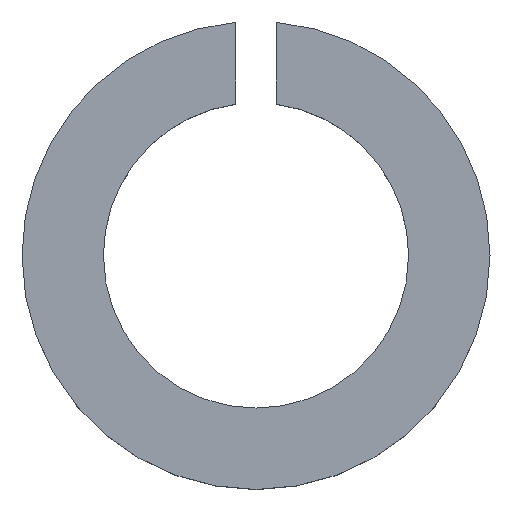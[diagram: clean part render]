
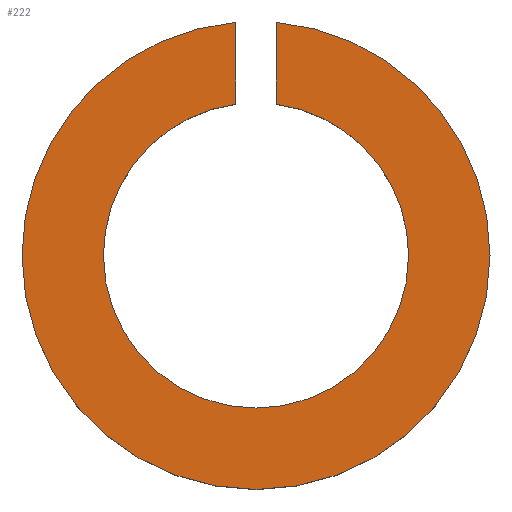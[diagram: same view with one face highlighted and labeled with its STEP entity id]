
A CAD part, top view. The second image highlights one B-rep face of the part: STEP entity #222.
In plain terms, the highlighted planar face has unit normal (0, 0, 1).
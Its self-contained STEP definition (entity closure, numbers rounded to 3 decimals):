
#3 = AXIS2_PLACEMENT_3D ( 'NONE', #115, #300, #140 ) ;
#12 = CARTESIAN_POINT ( 'NONE',  ( 0., 0., 1.1 ) ) ;
#18 = CARTESIAN_POINT ( 'NONE',  ( 0., 0., 1.1 ) ) ;
#20 = AXIS2_PLACEMENT_3D ( 'NONE', #90, #301, #141 ) ;
#22 = VERTEX_POINT ( 'NONE', #184 ) ;
#35 = DIRECTION ( 'NONE',  ( 1., 0., 0. ) ) ;
#39 = EDGE_CURVE ( 'NONE', #303, #121, #118, .T. ) ;
#41 = DIRECTION ( 'NONE',  ( 1., 0., 0. ) ) ;
#52 = VECTOR ( 'NONE', #278, 1000. ) ;
#57 = VECTOR ( 'NONE', #338, 1000. ) ;
#63 = CIRCLE ( 'NONE', #204, 3.144 ) ;
#71 = CARTESIAN_POINT ( 'NONE',  ( 0.275, 3.131, 1.1 ) ) ;
#76 = AXIS2_PLACEMENT_3D ( 'NONE', #18, #198, #41 ) ;
#86 = DIRECTION ( 'NONE',  ( 0., 0., 1. ) ) ;
#90 = CARTESIAN_POINT ( 'NONE',  ( 0., 0., 1.1 ) ) ;
#99 = CIRCLE ( 'NONE', #207, 2.05 ) ;
#101 = ORIENTED_EDGE ( 'NONE', *, *, #109, .T. ) ;
#102 = CARTESIAN_POINT ( 'NONE',  ( 0.275, 2.031, 1.1 ) ) ;
#103 = EDGE_LOOP ( 'NONE', ( #294, #177, #101, #104, #186, #310, #291, #281 ) ) ;
#104 = ORIENTED_EDGE ( 'NONE', *, *, #39, .T. ) ;
#109 = EDGE_CURVE ( 'NONE', #22, #303, #63, .T. ) ;
#115 = CARTESIAN_POINT ( 'NONE',  ( 0., 0., 1.1 ) ) ;
#117 = CARTESIAN_POINT ( 'NONE',  ( -2.05, 0., 1.1 ) ) ;
#118 = LINE ( 'NONE', #71, #52 ) ;
#119 = CARTESIAN_POINT ( 'NONE',  ( 0.275, 3.131, 1.1 ) ) ;
#120 = CARTESIAN_POINT ( 'NONE',  ( 0., 0., 1.1 ) ) ;
#121 = VERTEX_POINT ( 'NONE', #102 ) ;
#123 = CARTESIAN_POINT ( 'NONE',  ( 0., 0., 1.1 ) ) ;
#128 = LINE ( 'NONE', #164, #57 ) ;
#138 = CARTESIAN_POINT ( 'NONE',  ( 2.05, 0., 1.1 ) ) ;
#140 = DIRECTION ( 'NONE',  ( 1., 0., 0. ) ) ;
#141 = DIRECTION ( 'NONE',  ( 1., 0., 0. ) ) ;
#142 = DIRECTION ( 'NONE',  ( 1., 0., 0. ) ) ;
#144 = DIRECTION ( 'NONE',  ( 1., 0., 0. ) ) ;
#161 = VERTEX_POINT ( 'NONE', #138 ) ;
#164 = CARTESIAN_POINT ( 'NONE',  ( -0.275, 3.131, 1.1 ) ) ;
#173 = VERTEX_POINT ( 'NONE', #330 ) ;
#175 = CIRCLE ( 'NONE', #317, 2.05 ) ;
#177 = ORIENTED_EDGE ( 'NONE', *, *, #211, .T. ) ;
#184 = CARTESIAN_POINT ( 'NONE',  ( 3.144, 0., 1.1 ) ) ;
#186 = ORIENTED_EDGE ( 'NONE', *, *, #322, .T. ) ;
#192 = DIRECTION ( 'NONE',  ( 0., 0., -1. ) ) ;
#194 = VERTEX_POINT ( 'NONE', #276 ) ;
#198 = DIRECTION ( 'NONE',  ( 0., 0., 1. ) ) ;
#204 = AXIS2_PLACEMENT_3D ( 'NONE', #325, #86, #272 ) ;
#207 = AXIS2_PLACEMENT_3D ( 'NONE', #120, #305, #142 ) ;
#211 = EDGE_CURVE ( 'NONE', #194, #22, #333, .T. ) ;
#216 = EDGE_CURVE ( 'Gline3', #268, #173, #175, .T. ) ;
#222 = ADVANCED_FACE ( 'Gface3', ( #312 ), #334, .T. ) ;
#244 = AXIS2_PLACEMENT_3D ( 'NONE', #123, #306, #144 ) ;
#266 = EDGE_CURVE ( 'Gline3', #161, #268, #99, .T. ) ;
#267 = CIRCLE ( 'NONE', #244, 2.05 ) ;
#268 = VERTEX_POINT ( 'NONE', #117 ) ;
#272 = DIRECTION ( 'NONE',  ( 1., 0., 0. ) ) ;
#276 = CARTESIAN_POINT ( 'NONE',  ( -3.144, 0., 1.1 ) ) ;
#278 = DIRECTION ( 'NONE',  ( 0., -1., 0. ) ) ;
#281 = ORIENTED_EDGE ( 'NONE', *, *, #292, .T. ) ;
#291 = ORIENTED_EDGE ( 'NONE', *, *, #216, .T. ) ;
#292 = EDGE_CURVE ( 'NONE', #173, #311, #128, .T. ) ;
#294 = ORIENTED_EDGE ( 'NONE', *, *, #331, .T. ) ;
#300 = DIRECTION ( 'NONE',  ( 0., 0., 1. ) ) ;
#301 = DIRECTION ( 'NONE',  ( 0., 0., 1. ) ) ;
#303 = VERTEX_POINT ( 'NONE', #119 ) ;
#305 = DIRECTION ( 'NONE',  ( 0., 0., -1. ) ) ;
#306 = DIRECTION ( 'NONE',  ( 0., 0., -1. ) ) ;
#310 = ORIENTED_EDGE ( 'NONE', *, *, #266, .T. ) ;
#311 = VERTEX_POINT ( 'NONE', #336 ) ;
#312 = FACE_OUTER_BOUND ( 'NONE', #103, .T. ) ;
#317 = AXIS2_PLACEMENT_3D ( 'NONE', #12, #192, #35 ) ;
#322 = EDGE_CURVE ( 'Gline3', #121, #161, #267, .T. ) ;
#325 = CARTESIAN_POINT ( 'NONE',  ( 0., 0., 1.1 ) ) ;
#330 = CARTESIAN_POINT ( 'NONE',  ( -0.275, 2.031, 1.1 ) ) ;
#331 = EDGE_CURVE ( 'NONE', #311, #194, #332, .T. ) ;
#332 = CIRCLE ( 'NONE', #76, 3.144 ) ;
#333 = CIRCLE ( 'NONE', #3, 3.144 ) ;
#334 = PLANE ( 'NONE',  #20 ) ;
#336 = CARTESIAN_POINT ( 'NONE',  ( -0.275, 3.131, 1.1 ) ) ;
#338 = DIRECTION ( 'NONE',  ( 0., 1., 0. ) ) ;
